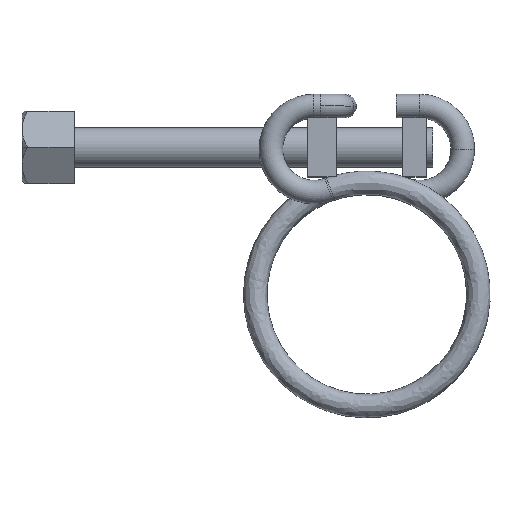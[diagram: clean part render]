
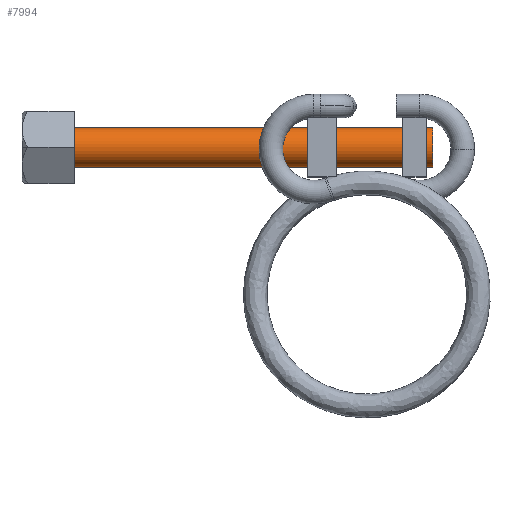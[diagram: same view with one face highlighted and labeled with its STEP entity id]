
A CAD part, top view. The second image highlights one B-rep face of the part: STEP entity #7994.
In plain terms, the highlighted cylindrical face has radius 1.5 mm (diameter 3 mm), a partial arc.
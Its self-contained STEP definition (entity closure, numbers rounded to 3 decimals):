
#83 = DIRECTION ( 'NONE',  ( 1., 0., 0. ) ) ;
#270 = AXIS2_PLACEMENT_3D ( 'NONE', #6710, #1459, #5377 ) ;
#278 = AXIS2_PLACEMENT_3D ( 'NONE', #6230, #83, #7437 ) ;
#872 = EDGE_CURVE ( 'NONE', #4524, #3284, #8428, .T. ) ;
#1036 = DIRECTION ( 'NONE',  ( 0., -1., 0. ) ) ;
#1077 = CARTESIAN_POINT ( 'NONE',  ( 5.029, 11.2, 0. ) ) ;
#1186 = ORIENTED_EDGE ( 'NONE', *, *, #872, .T. ) ;
#1282 = CARTESIAN_POINT ( 'NONE',  ( -22.271, 9.7, 0. ) ) ;
#1335 = VERTEX_POINT ( 'NONE', #1282 ) ;
#1459 = DIRECTION ( 'NONE',  ( 1., 0., 0. ) ) ;
#1963 = CARTESIAN_POINT ( 'NONE',  ( 5.029, 9.7, 0. ) ) ;
#2420 = CARTESIAN_POINT ( 'NONE',  ( 5.029, 12.7, 0. ) ) ;
#2653 = CIRCLE ( 'NONE', #278, 1.5 ) ;
#3284 = VERTEX_POINT ( 'NONE', #7863 ) ;
#3500 = CIRCLE ( 'NONE', #270, 1.5 ) ;
#4524 = VERTEX_POINT ( 'NONE', #2420 ) ;
#4592 = FACE_OUTER_BOUND ( 'NONE', #7092, .T. ) ;
#4658 = EDGE_CURVE ( 'NONE', #8208, #1335, #5475, .T. ) ;
#5377 = DIRECTION ( 'NONE',  ( 0., 1., 0. ) ) ;
#5475 = LINE ( 'NONE', #1963, #8366 ) ;
#5799 = EDGE_CURVE ( 'NONE', #3284, #1335, #3500, .T. ) ;
#6139 = ORIENTED_EDGE ( 'NONE', *, *, #4658, .F. ) ;
#6183 = DIRECTION ( 'NONE',  ( -1., 0., 0. ) ) ;
#6230 = CARTESIAN_POINT ( 'NONE',  ( 5.029, 11.2, 0. ) ) ;
#6271 = EDGE_CURVE ( 'NONE', #4524, #8208, #2653, .T. ) ;
#6361 = DIRECTION ( 'NONE',  ( -1., 0., 0. ) ) ;
#6369 = AXIS2_PLACEMENT_3D ( 'NONE', #1077, #7961, #1036 ) ;
#6371 = ORIENTED_EDGE ( 'NONE', *, *, #5799, .T. ) ;
#6710 = CARTESIAN_POINT ( 'NONE',  ( -22.271, 11.2, 0. ) ) ;
#7092 = EDGE_LOOP ( 'NONE', ( #7368, #1186, #6371, #6139 ) ) ;
#7368 = ORIENTED_EDGE ( 'NONE', *, *, #6271, .F. ) ;
#7437 = DIRECTION ( 'NONE',  ( 0., 1., 0. ) ) ;
#7779 = CARTESIAN_POINT ( 'NONE',  ( 5.029, 9.7, 0. ) ) ;
#7788 = CYLINDRICAL_SURFACE ( 'NONE', #6369, 1.5 ) ;
#7863 = CARTESIAN_POINT ( 'NONE',  ( -22.271, 12.7, 0. ) ) ;
#7961 = DIRECTION ( 'NONE',  ( -1., 0., 0. ) ) ;
#7994 = ADVANCED_FACE ( 'NONE', ( #4592 ), #7788, .T. ) ;
#8208 = VERTEX_POINT ( 'NONE', #7779 ) ;
#8366 = VECTOR ( 'NONE', #6183, 1000. ) ;
#8388 = CARTESIAN_POINT ( 'NONE',  ( 5.029, 12.7, 0. ) ) ;
#8428 = LINE ( 'NONE', #8388, #8594 ) ;
#8594 = VECTOR ( 'NONE', #6361, 1000. ) ;
